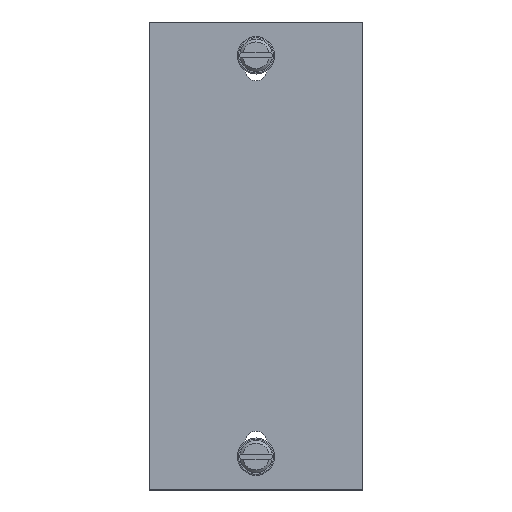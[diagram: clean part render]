
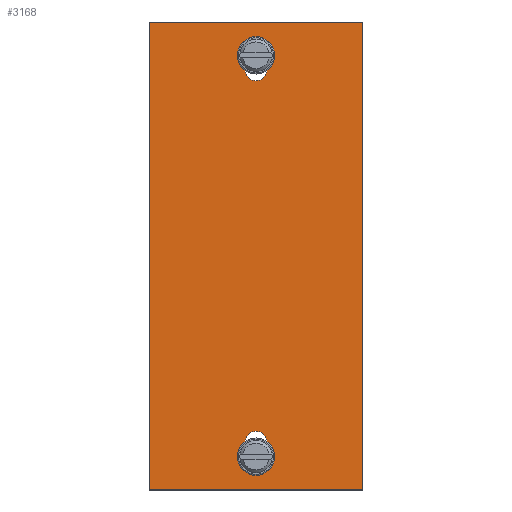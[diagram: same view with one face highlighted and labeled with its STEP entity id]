
A CAD part, top view. The second image highlights one B-rep face of the part: STEP entity #3168.
In plain terms, the highlighted planar face has unit normal (0, 0, 1).
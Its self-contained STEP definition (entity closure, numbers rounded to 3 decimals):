
#73=DIRECTION('',(0.,-1.,0.));
#74=VECTOR('',#73,87.7);
#75=CARTESIAN_POINT('',(-20.,43.85,2.));
#76=LINE('',#75,#74);
#77=DIRECTION('',(-1.,0.,0.));
#78=VECTOR('',#77,40.);
#79=CARTESIAN_POINT('',(20.,43.85,2.));
#80=LINE('',#79,#78);
#81=DIRECTION('',(0.,1.,0.));
#82=VECTOR('',#81,87.7);
#83=CARTESIAN_POINT('',(20.,-43.85,2.));
#84=LINE('',#83,#82);
#85=DIRECTION('',(1.,0.,0.));
#86=VECTOR('',#85,40.);
#87=CARTESIAN_POINT('',(-20.,-43.85,2.));
#88=LINE('',#87,#86);
#89=CARTESIAN_POINT('',(0.,-37.6,2.));
#90=DIRECTION('',(0.,0.,1.));
#91=DIRECTION('',(1.,0.,0.));
#92=AXIS2_PLACEMENT_3D('',#89,#90,#91);
#94=CARTESIAN_POINT('',(0.,-34.85,2.));
#95=DIRECTION('',(0.,0.,1.));
#96=DIRECTION('',(0.998,0.062,0.));
#97=AXIS2_PLACEMENT_3D('',#94,#95,#96);
#99=CARTESIAN_POINT('',(0.,-37.6,2.));
#100=DIRECTION('',(0.,0.,1.));
#101=DIRECTION('',(-0.57,0.821,0.));
#102=AXIS2_PLACEMENT_3D('',#99,#100,#101);
#104=CARTESIAN_POINT('',(0.,-37.6,2.));
#105=DIRECTION('',(0.,0.,1.));
#106=DIRECTION('',(-1.,0.,0.));
#107=AXIS2_PLACEMENT_3D('',#104,#105,#106);
#109=CARTESIAN_POINT('',(0.,37.6,2.));
#110=DIRECTION('',(0.,0.,1.));
#111=DIRECTION('',(1.,0.,0.));
#112=AXIS2_PLACEMENT_3D('',#109,#110,#111);
#114=CARTESIAN_POINT('',(0.,37.6,2.));
#115=DIRECTION('',(0.,0.,1.));
#116=DIRECTION('',(-1.,0.,0.));
#117=AXIS2_PLACEMENT_3D('',#114,#115,#116);
#119=CARTESIAN_POINT('',(0.,34.85,2.));
#120=DIRECTION('',(0.,0.,1.));
#121=DIRECTION('',(-0.998,-0.063,0.));
#122=AXIS2_PLACEMENT_3D('',#119,#120,#121);
#124=CARTESIAN_POINT('',(0.,37.6,2.));
#125=DIRECTION('',(0.,0.,1.));
#126=DIRECTION('',(0.57,-0.821,0.));
#127=AXIS2_PLACEMENT_3D('',#124,#125,#126);
#2557=CARTESIAN_POINT('',(-20.,43.85,2.));
#2558=CARTESIAN_POINT('',(-20.,-43.85,2.));
#2559=VERTEX_POINT('',#2557);
#2560=VERTEX_POINT('',#2558);
#2561=CARTESIAN_POINT('',(20.,-43.85,2.));
#2562=VERTEX_POINT('',#2561);
#2563=CARTESIAN_POINT('',(20.,43.85,2.));
#2564=VERTEX_POINT('',#2563);
#2577=CARTESIAN_POINT('',(3.5,-37.6,2.));
#2578=CARTESIAN_POINT('',(1.996,-34.725,2.));
#2579=VERTEX_POINT('',#2577);
#2580=VERTEX_POINT('',#2578);
#2581=CARTESIAN_POINT('',(-1.996,-34.725,2.));
#2582=CARTESIAN_POINT('',(-3.5,-37.6,2.));
#2583=VERTEX_POINT('',#2581);
#2584=VERTEX_POINT('',#2582);
#2605=CARTESIAN_POINT('',(3.5,37.6,2.));
#2606=CARTESIAN_POINT('',(-3.5,37.6,2.));
#2607=VERTEX_POINT('',#2605);
#2608=VERTEX_POINT('',#2606);
#2609=CARTESIAN_POINT('',(-1.996,34.725,2.));
#2610=VERTEX_POINT('',#2609);
#2611=CARTESIAN_POINT('',(1.996,34.725,2.));
#2612=VERTEX_POINT('',#2611);
#3137=CARTESIAN_POINT('',(0.,0.,2.));
#3138=DIRECTION('',(0.,0.,1.));
#3139=DIRECTION('',(1.,0.,0.));
#3140=AXIS2_PLACEMENT_3D('',#3137,#3138,#3139);
#3141=PLANE('',#3140);
#3142=ORIENTED_EDGE('',*,*,#3089,.F.);
#3143=ORIENTED_EDGE('',*,*,#3104,.F.);
#3144=ORIENTED_EDGE('',*,*,#3118,.F.);
#3145=ORIENTED_EDGE('',*,*,#3131,.F.);
#3146=EDGE_LOOP('',(#3142,#3143,#3144,#3145));
#3147=FACE_OUTER_BOUND('',#3146,.F.);
#3149=ORIENTED_EDGE('',*,*,#3148,.T.);
#3151=ORIENTED_EDGE('',*,*,#3150,.T.);
#3153=ORIENTED_EDGE('',*,*,#3152,.T.);
#3155=ORIENTED_EDGE('',*,*,#3154,.T.);
#3156=EDGE_LOOP('',(#3149,#3151,#3153,#3155));
#3157=FACE_BOUND('',#3156,.F.);
#3159=ORIENTED_EDGE('',*,*,#3158,.T.);
#3161=ORIENTED_EDGE('',*,*,#3160,.T.);
#3163=ORIENTED_EDGE('',*,*,#3162,.T.);
#3165=ORIENTED_EDGE('',*,*,#3164,.T.);
#3166=EDGE_LOOP('',(#3159,#3161,#3163,#3165));
#3167=FACE_BOUND('',#3166,.F.);
#3168=ADVANCED_FACE('',(#3147,#3157,#3167),#3141,.T.);
#93=CIRCLE('',#92,3.5);
#98=CIRCLE('',#97,2.);
#103=CIRCLE('',#102,3.5);
#108=CIRCLE('',#107,3.5);
#113=CIRCLE('',#112,3.5);
#118=CIRCLE('',#117,3.5);
#123=CIRCLE('',#122,2.);
#128=CIRCLE('',#127,3.5);
#3089=EDGE_CURVE('',#2559,#2560,#76,.T.);
#3104=EDGE_CURVE('',#2564,#2559,#80,.T.);
#3118=EDGE_CURVE('',#2562,#2564,#84,.T.);
#3131=EDGE_CURVE('',#2560,#2562,#88,.T.);
#3148=EDGE_CURVE('',#2579,#2580,#93,.T.);
#3150=EDGE_CURVE('',#2580,#2583,#98,.T.);
#3152=EDGE_CURVE('',#2583,#2584,#103,.T.);
#3154=EDGE_CURVE('',#2584,#2579,#108,.T.);
#3158=EDGE_CURVE('',#2607,#2608,#113,.T.);
#3160=EDGE_CURVE('',#2608,#2610,#118,.T.);
#3162=EDGE_CURVE('',#2610,#2612,#123,.T.);
#3164=EDGE_CURVE('',#2612,#2607,#128,.T.);
